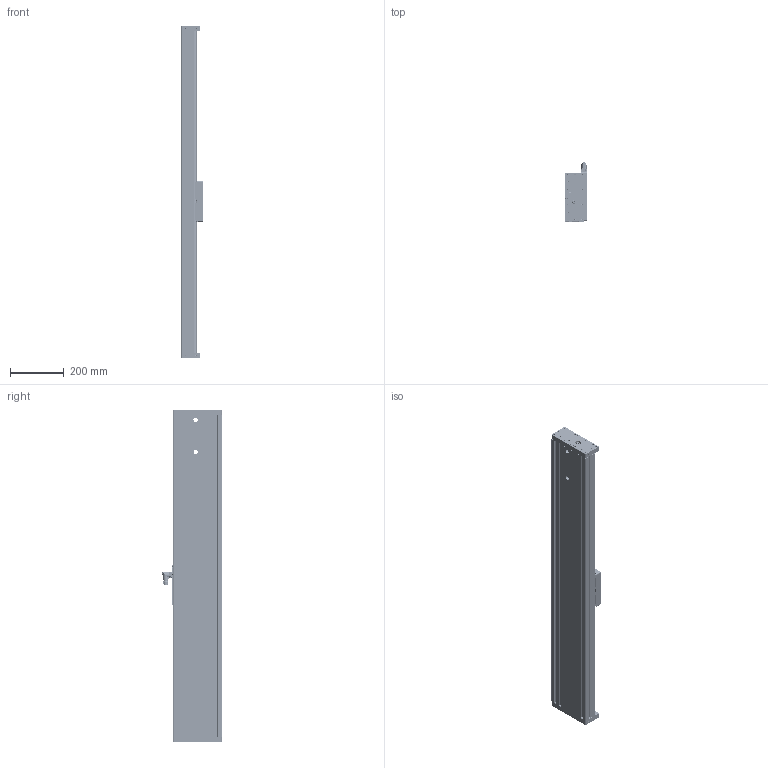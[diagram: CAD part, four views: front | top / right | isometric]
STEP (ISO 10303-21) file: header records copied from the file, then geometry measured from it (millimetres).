
FILE_DESCRIPTION (( 'STEP AP214' ), '1' );
FILE_NAME ('0186-1416_250508_EM01-37-1230_1035_1CE37Sx120F-HP-BE02-MD02-R.STEP', '2025-05-08T11:20:17', ( '' ), ( '' ), 'SwSTEP 2.0', 'SolidWorks 2024', '' );
FILE_SCHEMA (( 'AUTOMOTIVE_DESIGN' ));
Length unit declared in the file: millimetre
Products named in the file (36): 0230-0306_Zyl.-Stift_10x70_STAHL-GH; 0180-1019_E01k-37S-APF-M; 0230-0068_Gew.-Stift_I-6kt_Zpf_M3x4_INOX; MC01-Rw!m_fuss_Fuss; 0230-0433_LLTHC 15 U-T0 P5; Kabel_litze E01-37S_Rechts; Stecker_picospox_5_f-litze_Standard F; 0150-3128_MC01-Rw!m_FUSS; 0186-1416_250508_EM01-37-1230_1035_1CE37Sx120F-HP-BE02-MD02-R; E01-kabel; Stecker_MiniFit_4p; 0160-0650_Lins.-Schr_I-6rd_M2.5x6_INOX; 0160-0076_ES01k-37Sx1190_ES01k-37Sx1190; 0230-0304_DF_0.9xDm13_5x25_9_55-6-1-Durovis; 112739-7; 0150-3128_MC01-Rw!m_KOPF; Litze37SFront; 0180-3476_EM01k-37S-AV; 0150-2189_Hammermutter N8!M4; 0160-4616_LR01-15x1188; 0160-0806_Kugelscheibe_M8 x17x 8.4_Stahl; 0180-3475_EM01k-37S-AH; 0186-0332_0_PS01-37Sx120F-HP-N; 0230-0231_Zyl.-Stift_5x20_STAHL-GH; 0186-1421_CE37Sx120F-HP-BE02-MD02-R; 0230-0037_Zyl.-Schr._i-6kt_M6x30_8.8_v-b; 0230-0320_Zyl.-Schr_I-6kt_n-K_M8x25_8.8_v-b; 0186-0807_PL01-20x1205!1160-HP-PF_PL01-20x1205!1160-HP-PF; 0230-0175_Pass.-Scheibe_ 10x16x1; 0230-0205_zyl.-schr._i-6kt_M5x45_8.8_v-b (2); 0186-1748_EM01-37-1230; 0180-1017_E01k-37S-APF-W; 0230-1151_O-Ring 19.00x3.5_NBR70_schwarz; 0150-2982_K05-R!N-0.28-FWK; 0230-0497_Zyl.-schr._i-6kt_M4x12_12.9_schwarz; 0230-0041_zyl.-schr._i-6kt_M4x16_8.8_v-b
Assembly tree (151 placements, depth 5):
  0186-1416_250508_EM01-37-1230_1035_1CE37Sx120F-HP-BE02-MD02-R
    0186-1748_EM01-37-1230
      0160-0076_ES01k-37Sx1190_ES01k-37Sx1190
      0180-3476_EM01k-37S-AV
      0180-3475_EM01k-37S-AH
      0230-0037_Zyl.-Schr._i-6kt_M6x30_8.8_v-b  x10
      0160-0806_Kugelscheibe_M8 x17x 8.4_Stahl  x2
      0230-0231_Zyl.-Stift_5x20_STAHL-GH  x4
      0160-4616_LR01-15x1188  x2
      0186-0807_PL01-20x1205!1160-HP-PF_PL01-20x1205!1160-HP-PF
      0230-0041_zyl.-schr._i-6kt_M4x16_8.8_v-b  x40
      0150-2189_Hammermutter N8!M4  x40
      0230-0320_Zyl.-Schr_I-6kt_n-K_M8x25_8.8_v-b
      0230-1151_O-Ring 19.00x3.5_NBR70_schwarz
    0186-1421_CE37Sx120F-HP-BE02-MD02-R
      0180-1017_E01k-37S-APF-W
      0180-1019_E01k-37S-APF-M
      0230-0433_LLTHC 15 U-T0 P5  x4
      0230-0306_Zyl.-Stift_10x70_STAHL-GH
      0150-2982_K05-R!N-0.28-FWK
        0160-0650_Lins.-Schr_I-6rd_M2.5x6_INOX  x4
        E01-kabel
        Kabel_litze E01-37S_Rechts
          Litze37SFront
          Stecker_MiniFit_4p
          Stecker_picospox_5_f-litze_Standard F
        0150-3128_MC01-Rw!m_KOPF
          112739-7
          MC01-Rw!m_fuss_Fuss
        0150-3128_MC01-Rw!m_FUSS
          112739-7
          MC01-Rw!m_fuss_Fuss
      0230-0175_Pass.-Scheibe_ 10x16x1
      0230-0304_DF_0.9xDm13_5x25_9_55-6-1-Durovis
      0230-0205_zyl.-schr._i-6kt_M5x45_8.8_v-b (2)  x2
      0230-0497_Zyl.-schr._i-6kt_M4x12_12.9_schwarz  x16
      0230-0068_Gew.-Stift_I-6kt_Zpf_M3x4_INOX
      0186-0332_0_PS01-37Sx120F-HP-N
Bounding box: 80 x 219.85 x 1230 mm (x, y, z)
Volume: 6630590.1 mm3; surface area: 1737870.6 mm2
Topology: 166 solids, 169 shells, 13172 faces, 31687 edges, 19085 vertices
Faces by surface type: plane 4771, cone 3369, cylinder 3345, bspline 1437, torus 246, sphere 4
Full cylindrical faces by diameter (mm): 0.5 x5, 0.6 x10, 1 x8, 1.1 x10, 2 x1, 2.05 x6, 2.1 x8, 2.4 x2, 2.5 x45, 2.7 x12, 3 x5, 3.2 x6, 3.3 x56, 4 x1090, 4.2 x2, 4.3 x24, 4.5 x40, 4.8 x2, 5 x153, 5.4 x3, 5.5 x4, 6 x281, 6.4 x11, 6.6 x6, 6.8 x2, 7 x57, 7.5 x40, 8 x42, 8.4 x2, 8.5 x2
Entity records: 196579 total; most frequent: CARTESIAN_POINT 78011, ORIENTED_EDGE 23278, DIRECTION 19204, EDGE_CURVE 11639, VERTEX_POINT 7915, VECTOR 6472, LINE 6472, AXIS2_PLACEMENT_3D 6366
